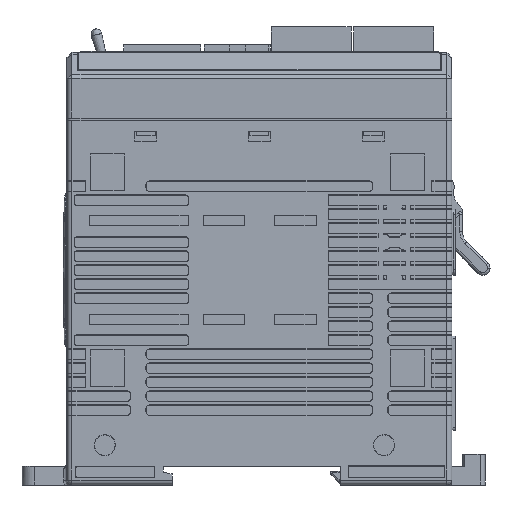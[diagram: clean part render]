
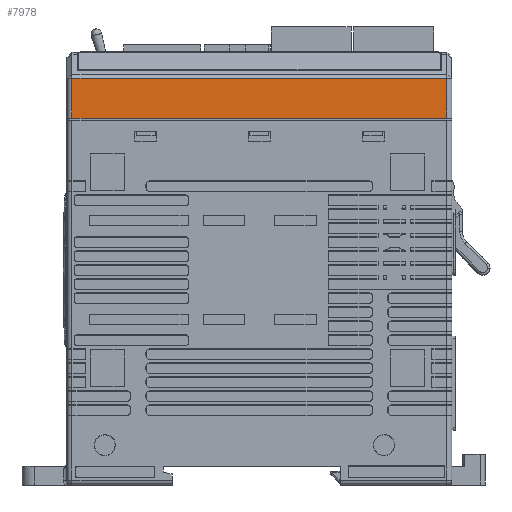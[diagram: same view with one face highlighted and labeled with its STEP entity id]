
A CAD part, left-side view. The second image highlights one B-rep face of the part: STEP entity #7978.
In plain terms, the highlighted planar face has unit normal (-1, 0, 0).
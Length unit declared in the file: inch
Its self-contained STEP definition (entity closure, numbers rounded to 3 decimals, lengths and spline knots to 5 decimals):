
#353 = DIRECTION ( 'NONE',  ( 0., 0., -1. ) ) ;
#2279 = DIRECTION ( 'NONE',  ( -1., 0., 0. ) ) ;
#4261 = CARTESIAN_POINT ( 'NONE',  ( -1.14711, -0.14784, -1.04757 ) ) ;
#7978 = ADVANCED_FACE ( 'NONE', ( #96027 ), #76464, .T. ) ;
#9103 = ORIENTED_EDGE ( 'NONE', *, *, #133254, .T. ) ;
#9300 = DIRECTION ( 'NONE',  ( 0., -1., 0. ) ) ;
#12151 = DIRECTION ( 'NONE',  ( 0., 1., 0. ) ) ;
#12932 = AXIS2_PLACEMENT_3D ( 'NONE', #4261, #2279, #33321 ) ;
#19791 = LINE ( 'NONE', #50808, #107564 ) ;
#27049 = LINE ( 'NONE', #71536, #29946 ) ;
#29946 = VECTOR ( 'NONE', #12151, 39.37008 ) ;
#32739 = VECTOR ( 'NONE', #353, 39.37008 ) ;
#33321 = DIRECTION ( 'NONE',  ( 0., 0., 1. ) ) ;
#40279 = ORIENTED_EDGE ( 'NONE', *, *, #108181, .T. ) ;
#50329 = CARTESIAN_POINT ( 'NONE',  ( -1.14711, 1.5549, 2.74295 ) ) ;
#50808 = CARTESIAN_POINT ( 'NONE',  ( -1.14711, -1.39786, -1.04757 ) ) ;
#59890 = LINE ( 'NONE', #101066, #103749 ) ;
#61859 = CARTESIAN_POINT ( 'NONE',  ( -1.14711, -1.39786, 3.05734 ) ) ;
#66890 = CARTESIAN_POINT ( 'NONE',  ( -1.14711, 1.5549, 3.05734 ) ) ;
#70117 = VERTEX_POINT ( 'NONE', #78312 ) ;
#71420 = ORIENTED_EDGE ( 'NONE', *, *, #103036, .T. ) ;
#71536 = CARTESIAN_POINT ( 'NONE',  ( -1.14711, -0.14784, 3.05734 ) ) ;
#76464 = PLANE ( 'NONE',  #12932 ) ;
#78312 = CARTESIAN_POINT ( 'NONE',  ( -1.14711, -1.39786, 2.74295 ) ) ;
#79989 = VERTEX_POINT ( 'NONE', #50329 ) ;
#81875 = DIRECTION ( 'NONE',  ( 0., 0., 1. ) ) ;
#92795 = ORIENTED_EDGE ( 'NONE', *, *, #102489, .T. ) ;
#93460 = LINE ( 'NONE', #111026, #32739 ) ;
#96027 = FACE_OUTER_BOUND ( 'NONE', #126061, .T. ) ;
#101066 = CARTESIAN_POINT ( 'NONE',  ( -1.14711, -0.14784, 2.74295 ) ) ;
#102288 = VERTEX_POINT ( 'NONE', #66890 ) ;
#102489 = EDGE_CURVE ( 'NONE', #122187, #102288, #27049, .T. ) ;
#103036 = EDGE_CURVE ( 'NONE', #70117, #122187, #19791, .T. ) ;
#103749 = VECTOR ( 'NONE', #9300, 39.37008 ) ;
#107564 = VECTOR ( 'NONE', #81875, 39.37008 ) ;
#108181 = EDGE_CURVE ( 'NONE', #102288, #79989, #93460, .T. ) ;
#111026 = CARTESIAN_POINT ( 'NONE',  ( -1.14711, 1.5549, -1.04757 ) ) ;
#122187 = VERTEX_POINT ( 'NONE', #61859 ) ;
#126061 = EDGE_LOOP ( 'NONE', ( #71420, #92795, #40279, #9103 ) ) ;
#133254 = EDGE_CURVE ( 'NONE', #79989, #70117, #59890, .T. ) ;
